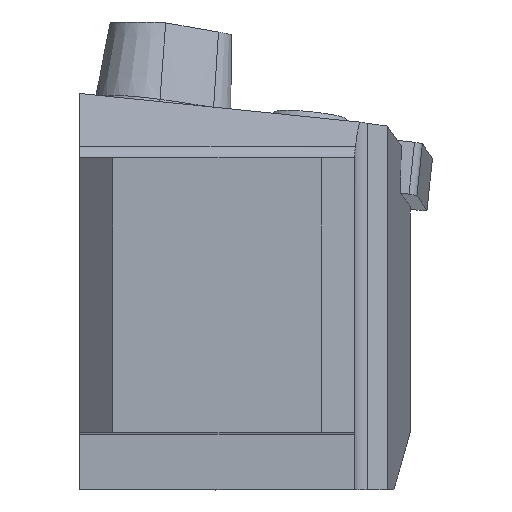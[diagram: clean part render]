
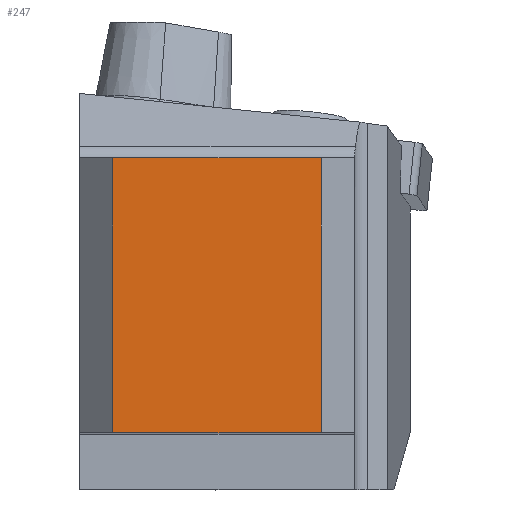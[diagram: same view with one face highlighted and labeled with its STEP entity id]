
A CAD part, top view. The second image highlights one B-rep face of the part: STEP entity #247.
In plain terms, the highlighted planar face has unit normal (0, 0, 1).
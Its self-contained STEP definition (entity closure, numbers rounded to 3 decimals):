
#247=ADVANCED_FACE('CU_BACK_SU1',(#366),#314,.F.);
#314=PLANE('',#1562);
#366=FACE_OUTER_BOUND('',#436,.T.);
#436=EDGE_LOOP('',(#632,#633,#634,#635));
#632=ORIENTED_EDGE('',*,*,#1120,.F.);
#633=ORIENTED_EDGE('',*,*,#1121,.F.);
#634=ORIENTED_EDGE('',*,*,#1122,.T.);
#635=ORIENTED_EDGE('',*,*,#1118,.T.);
#962=VERTEX_POINT('',#2305);
#963=VERTEX_POINT('',#2307);
#964=VERTEX_POINT('',#2311);
#965=VERTEX_POINT('',#2313);
#1118=EDGE_CURVE('',#963,#962,#1277,.T.);
#1120=EDGE_CURVE('',#964,#962,#1279,.T.);
#1121=EDGE_CURVE('',#965,#964,#1280,.T.);
#1122=EDGE_CURVE('',#965,#963,#1281,.T.);
#1277=LINE('',#2306,#1394);
#1279=LINE('',#2310,#1396);
#1280=LINE('',#2312,#1397);
#1281=LINE('',#2314,#1398);
#1394=VECTOR('',#1808,1.);
#1396=VECTOR('',#1812,1.);
#1397=VECTOR('',#1813,1.);
#1398=VECTOR('',#1814,1.);
#1562=AXIS2_PLACEMENT_3D('',#2315,#1815,#1816);
#1808=DIRECTION('',(1.,0.,0.));
#1812=DIRECTION('',(0.,-1.,0.));
#1813=DIRECTION('',(1.,0.,0.));
#1814=DIRECTION('',(0.,-1.,0.));
#1815=DIRECTION('',(0.,0.,-1.));
#1816=DIRECTION('',(1.,0.,0.));
#2305=CARTESIAN_POINT('',(21.925,0.,0.));
#2306=CARTESIAN_POINT('',(110.,0.,0.));
#2307=CARTESIAN_POINT('',(3.,0.,0.));
#2310=CARTESIAN_POINT('',(21.925,0.,0.));
#2311=CARTESIAN_POINT('',(21.925,24.925,0.));
#2312=CARTESIAN_POINT('',(110.,24.925,0.));
#2313=CARTESIAN_POINT('',(3.,24.925,0.));
#2314=CARTESIAN_POINT('',(3.,0.,0.));
#2315=CARTESIAN_POINT('',(-28.746,49.925,0.));
